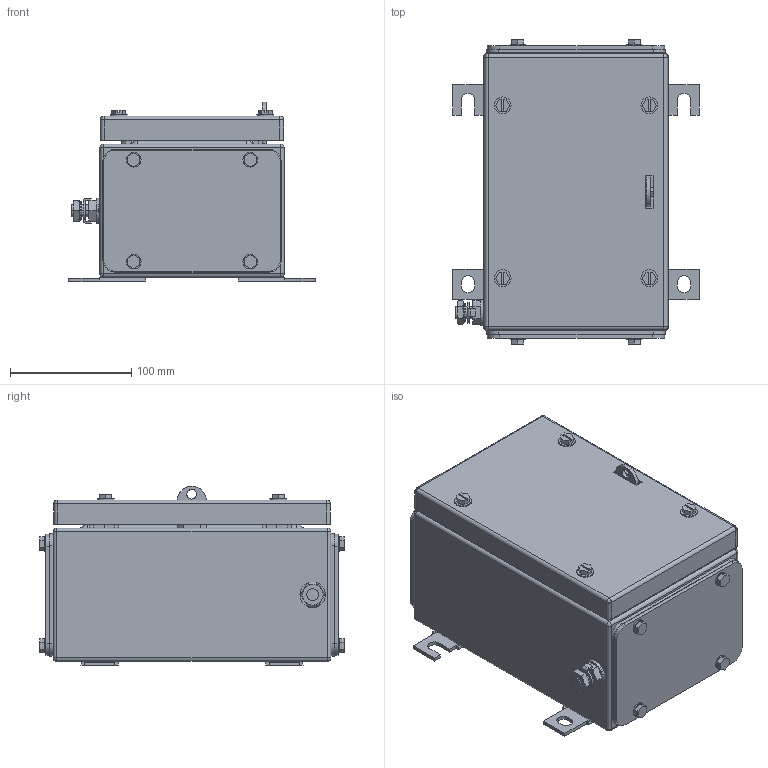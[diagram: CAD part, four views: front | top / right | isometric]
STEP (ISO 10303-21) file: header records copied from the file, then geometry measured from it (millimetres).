
FILE_DESCRIPTION(('CATIA V5 STEP Exchange','CAx-IF Rec.Pracs.--- Model Styling and Organization---1.4--- 2014-01-23'),'2;1');
FILE_NAME ('008496-7_2', '2019-06-28T04:56:11+00:00', ('none'), ('Weidmueller'), 'CATIA Version 5-6 Release 2016 SP3 HF44', 'CATIA V5 STEP AP214', 'none');
FILE_SCHEMA(('AUTOMOTIVE_DESIGN { 1 0 10303 214 1 1 1 1 }'));
Length unit declared in the file: millimetre
Products named in the file (1): 1194570000
Bounding box: 203 x 251 x 147.9 mm (x, y, z)
Volume: 500341.7 mm3; surface area: 532806.6 mm2
Topology: 58 solids, 58 shells, 1327 faces, 3208 edges, 2022 vertices
Faces by surface type: plane 678, cylinder 489, cone 116, sphere 24, torus 20
Entity records: 36410 total; most frequent: CARTESIAN_POINT 7197, ORIENTED_EDGE 6320, DIRECTION 4987, EDGE_CURVE 3160, VERTEX_POINT 2022, AXIS2_PLACEMENT_3D 2010, VECTOR 1992, LINE 1992
